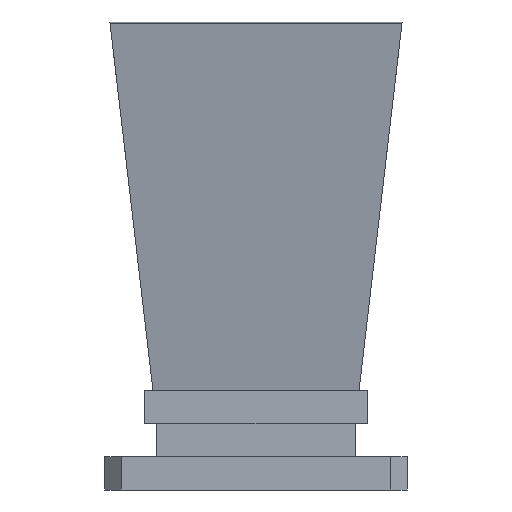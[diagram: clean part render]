
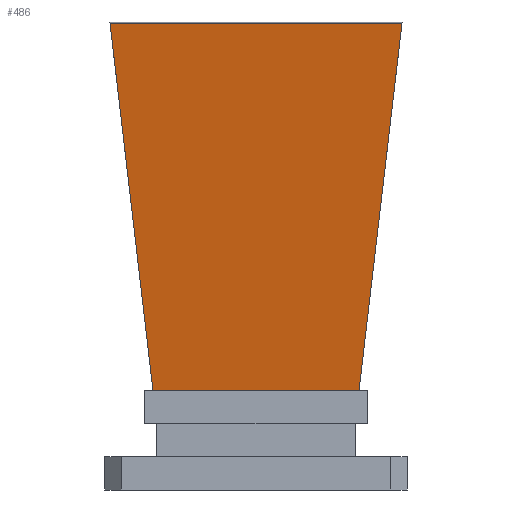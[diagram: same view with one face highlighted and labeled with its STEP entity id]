
A CAD part, front view. The second image highlights one B-rep face of the part: STEP entity #486.
In plain terms, the highlighted planar face has unit normal (0, -0.988, -0.152).
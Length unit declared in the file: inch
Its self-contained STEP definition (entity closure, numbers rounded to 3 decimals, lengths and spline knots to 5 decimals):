
#30 = CARTESIAN_POINT ( 'NONE',  ( 1.52662, -0.37373, 0.25 ) ) ;
#67 = VECTOR ( 'NONE', #224, 39.37008 ) ;
#72 = EDGE_LOOP ( 'NONE', ( #1295, #1198, #502, #1436 ) ) ;
#154 = DIRECTION ( 'NONE',  ( 0., -0.988, -0.153 ) ) ;
#167 = VERTEX_POINT ( 'NONE', #1489 ) ;
#182 = LINE ( 'NONE', #1302, #291 ) ;
#186 = EDGE_CURVE ( 'NONE', #227, #837, #1493, .T. ) ;
#210 = EDGE_CURVE ( 'NONE', #837, #1508, #182, .T. ) ;
#224 = DIRECTION ( 'NONE',  ( 0.115, 0.152, -0.982 ) ) ;
#227 = VERTEX_POINT ( 'NONE', #1049 ) ;
#291 = VECTOR ( 'NONE', #423, 39.37008 ) ;
#392 = DIRECTION ( 'NONE',  ( 0., 0.153, -0.988 ) ) ;
#423 = DIRECTION ( 'NONE',  ( -0.115, 0.152, -0.982 ) ) ;
#486 = ADVANCED_FACE ( 'NONE', ( #998 ), #1022, .T. ) ;
#502 = ORIENTED_EDGE ( 'NONE', *, *, #757, .T. ) ;
#524 = EDGE_CURVE ( 'NONE', #1508, #167, #1129, .T. ) ;
#682 = CARTESIAN_POINT ( 'NONE',  ( -0.80844, -0.41512, 0.51824 ) ) ;
#757 = EDGE_CURVE ( 'NONE', #227, #167, #916, .T. ) ;
#759 = CARTESIAN_POINT ( 'NONE',  ( -3.84499, -0.8014, 3.02137 ) ) ;
#837 = VERTEX_POINT ( 'NONE', #1554 ) ;
#916 = LINE ( 'NONE', #682, #67 ) ;
#998 = FACE_OUTER_BOUND ( 'NONE', #72, .T. ) ;
#1022 = PLANE ( 'NONE',  #1526 ) ;
#1049 = CARTESIAN_POINT ( 'NONE',  ( -1.10099, -0.8014, 3.02137 ) ) ;
#1080 = VECTOR ( 'NONE', #1254, 39.37008 ) ;
#1129 = LINE ( 'NONE', #30, #1188 ) ;
#1188 = VECTOR ( 'NONE', #1487, 39.37008 ) ;
#1198 = ORIENTED_EDGE ( 'NONE', *, *, #186, .F. ) ;
#1253 = CARTESIAN_POINT ( 'NONE',  ( -3.84499, -0.36163, 0.1716 ) ) ;
#1254 = DIRECTION ( 'NONE',  ( 1., 0., 0. ) ) ;
#1295 = ORIENTED_EDGE ( 'NONE', *, *, #210, .F. ) ;
#1302 = CARTESIAN_POINT ( 'NONE',  ( 0.80844, -0.41512, 0.51824 ) ) ;
#1436 = ORIENTED_EDGE ( 'NONE', *, *, #524, .F. ) ;
#1461 = CARTESIAN_POINT ( 'NONE',  ( 0.77709, -0.37373, 0.25 ) ) ;
#1487 = DIRECTION ( 'NONE',  ( -1., 0., 0. ) ) ;
#1489 = CARTESIAN_POINT ( 'NONE',  ( -0.77709, -0.37373, 0.25 ) ) ;
#1493 = LINE ( 'NONE', #759, #1080 ) ;
#1508 = VERTEX_POINT ( 'NONE', #1461 ) ;
#1526 = AXIS2_PLACEMENT_3D ( 'NONE', #1253, #154, #392 ) ;
#1554 = CARTESIAN_POINT ( 'NONE',  ( 1.10099, -0.8014, 3.02137 ) ) ;
